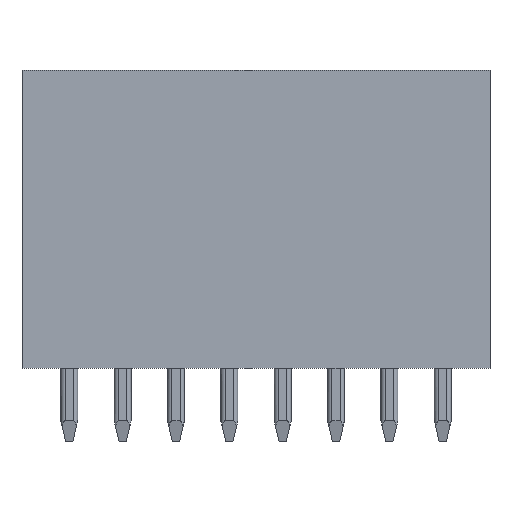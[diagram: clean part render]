
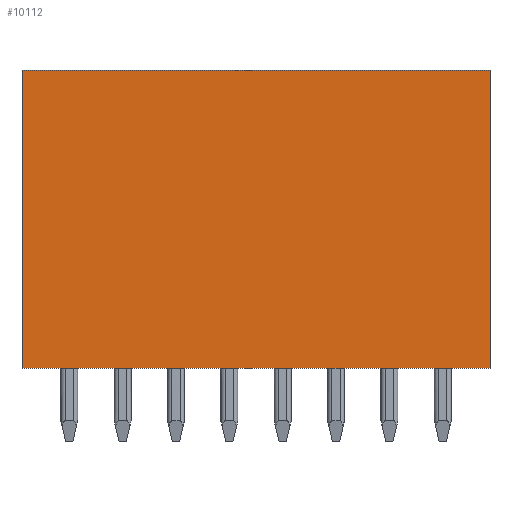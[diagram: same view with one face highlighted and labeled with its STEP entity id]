
A CAD part, left-side view. The second image highlights one B-rep face of the part: STEP entity #10112.
In plain terms, the highlighted planar face has unit normal (-1, 0, 0).
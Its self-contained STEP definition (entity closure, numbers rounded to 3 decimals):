
#129=DIRECTION('',(0.,1.,0.));
#130=VECTOR('',#129,22.28);
#131=CARTESIAN_POINT('',(-5.25,-20.03,7.1));
#132=LINE('',#131,#130);
#637=DIRECTION('',(0.,-1.,0.));
#638=VECTOR('',#637,22.28);
#639=CARTESIAN_POINT('',(-5.25,2.25,-7.1));
#640=LINE('',#639,#638);
#8145=DIRECTION('',(0.,0.,-1.));
#8146=VECTOR('',#8145,14.2);
#8147=CARTESIAN_POINT('',(-5.25,-20.03,7.1));
#8148=LINE('',#8147,#8146);
#8169=DIRECTION('',(0.,0.,1.));
#8170=VECTOR('',#8169,14.2);
#8171=CARTESIAN_POINT('',(-5.25,2.25,-7.1));
#8172=LINE('',#8171,#8170);
#8265=CARTESIAN_POINT('',(-5.25,2.25,-7.1));
#8266=VERTEX_POINT('',#8265);
#8267=CARTESIAN_POINT('',(-5.25,2.25,7.1));
#8268=VERTEX_POINT('',#8267);
#8269=CARTESIAN_POINT('',(-5.25,-20.03,7.1));
#8270=CARTESIAN_POINT('',(-5.25,-20.03,-7.1));
#8271=VERTEX_POINT('',#8269);
#8272=VERTEX_POINT('',#8270);
#10097=CARTESIAN_POINT('',(-5.25,-19.05,-7.1));
#10098=DIRECTION('',(-1.,0.,0.));
#10099=DIRECTION('',(0.,0.,1.));
#10100=AXIS2_PLACEMENT_3D('',#10097,#10098,#10099);
#10101=PLANE('',#10100);
#10103=ORIENTED_EDGE('',*,*,#10102,.F.);
#10105=ORIENTED_EDGE('',*,*,#10104,.T.);
#10107=ORIENTED_EDGE('',*,*,#10106,.F.);
#10109=ORIENTED_EDGE('',*,*,#10108,.T.);
#10110=EDGE_LOOP('',(#10103,#10105,#10107,#10109));
#10111=FACE_OUTER_BOUND('',#10110,.F.);
#10112=ADVANCED_FACE('',(#10111),#10101,.T.);
#10102=EDGE_CURVE('',#8271,#8268,#132,.T.);
#10104=EDGE_CURVE('',#8271,#8272,#8148,.T.);
#10106=EDGE_CURVE('',#8266,#8272,#640,.T.);
#10108=EDGE_CURVE('',#8266,#8268,#8172,.T.);
